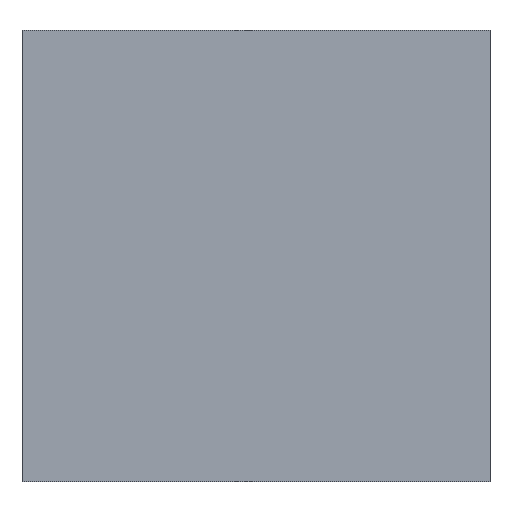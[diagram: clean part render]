
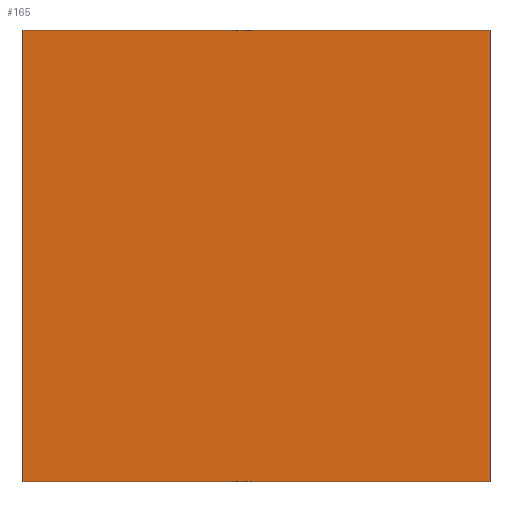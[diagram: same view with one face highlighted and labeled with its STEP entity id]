
A CAD part, front view. The second image highlights one B-rep face of the part: STEP entity #165.
In plain terms, the highlighted planar face has unit normal (0, -1, 0).
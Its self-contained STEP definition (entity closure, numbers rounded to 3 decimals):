
#46 = VERTEX_POINT ( 'NONE', #428 ) ;
#59 = ORIENTED_EDGE ( 'NONE', *, *, #332, .F. ) ;
#60 = LINE ( 'NONE', #290, #289 ) ;
#68 = ORIENTED_EDGE ( 'NONE', *, *, #216, .T. ) ;
#72 = PLANE ( 'NONE',  #145 ) ;
#75 = VECTOR ( 'NONE', #117, 1000. ) ;
#90 = LINE ( 'NONE', #488, #245 ) ;
#117 = DIRECTION ( 'NONE',  ( 0., 0., -1. ) ) ;
#125 = DIRECTION ( 'NONE',  ( 0., 0., -1. ) ) ;
#145 = AXIS2_PLACEMENT_3D ( 'NONE', #395, #227, #229 ) ;
#153 = FACE_OUTER_BOUND ( 'NONE', #218, .T. ) ;
#157 = LINE ( 'NONE', #497, #341 ) ;
#165 = ADVANCED_FACE ( 'NONE', ( #153 ), #72, .F. ) ;
#170 = DIRECTION ( 'NONE',  ( 1., 0., 0. ) ) ;
#183 = LINE ( 'NONE', #188, #75 ) ;
#188 = CARTESIAN_POINT ( 'NONE',  ( 0., 0., 55. ) ) ;
#194 = DIRECTION ( 'NONE',  ( 1., 0., 0. ) ) ;
#216 = EDGE_CURVE ( 'NONE', #343, #304, #183, .T. ) ;
#218 = EDGE_LOOP ( 'NONE', ( #257, #59, #259, #68 ) ) ;
#227 = DIRECTION ( 'NONE',  ( 0., 1., 0. ) ) ;
#229 = DIRECTION ( 'NONE',  ( 0., 0., 1. ) ) ;
#235 = VERTEX_POINT ( 'NONE', #346 ) ;
#245 = VECTOR ( 'NONE', #194, 1000. ) ;
#257 = ORIENTED_EDGE ( 'NONE', *, *, #468, .T. ) ;
#259 = ORIENTED_EDGE ( 'NONE', *, *, #508, .F. ) ;
#289 = VECTOR ( 'NONE', #170, 1000. ) ;
#290 = CARTESIAN_POINT ( 'NONE',  ( 57., 0., 0. ) ) ;
#304 = VERTEX_POINT ( 'NONE', #324 ) ;
#324 = CARTESIAN_POINT ( 'NONE',  ( 0., 0., 0. ) ) ;
#332 = EDGE_CURVE ( 'NONE', #235, #46, #157, .T. ) ;
#341 = VECTOR ( 'NONE', #125, 1000. ) ;
#343 = VERTEX_POINT ( 'NONE', #360 ) ;
#346 = CARTESIAN_POINT ( 'NONE',  ( 57., 0., 55. ) ) ;
#360 = CARTESIAN_POINT ( 'NONE',  ( 0., 0., 55. ) ) ;
#395 = CARTESIAN_POINT ( 'NONE',  ( 57., 0., 55. ) ) ;
#428 = CARTESIAN_POINT ( 'NONE',  ( 57., 0., 0. ) ) ;
#468 = EDGE_CURVE ( 'NONE', #304, #46, #60, .T. ) ;
#488 = CARTESIAN_POINT ( 'NONE',  ( 57., 0., 55. ) ) ;
#497 = CARTESIAN_POINT ( 'NONE',  ( 57., 0., 55. ) ) ;
#508 = EDGE_CURVE ( 'NONE', #343, #235, #90, .T. ) ;
